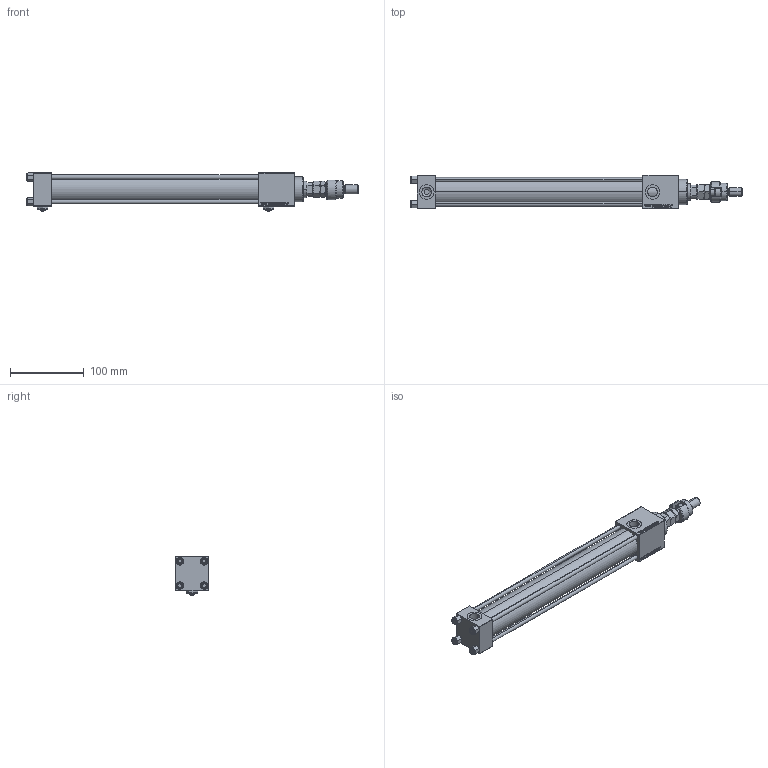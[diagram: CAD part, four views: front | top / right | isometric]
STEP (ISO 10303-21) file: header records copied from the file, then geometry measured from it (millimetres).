
FILE_DESCRIPTION (( 'STEP AP203' ), '1' );
FILE_NAME ('403a.STEP', '2022-04-14T11:49:34', ( '' ), ( '' ), 'SwSTEP 2.0', 'SolidWorks 2019', '' );
FILE_SCHEMA (( 'CONFIG_CONTROL_DESIGN' ));
Length unit declared in the file: millimetre
Products named in the file (10): V215CR_C_TYCINKA 31276d07907f9440a65365b1d88de623; FEMALE_PART_FOR_DFA 31276d07907f9440a65365b1d88de623; V215_VC_A 31276d07907f9440a65365b1d88de623; 403a; V215CR_VCP_C 31276d07907f9440a65365b1d88de623; MFA 31276d07907f9440a65365b1d88de623; DFA 31276d07907f9440a65365b1d88de623; V215CR_C_Body 31276d07907f9440a65365b1d88de623; NUT_M5_C 31276d07907f9440a65365b1d88de623; Zatka_pro_OIL_PORT 31276d07907f9440a65365b1d88de623
Assembly tree (16 placements, depth 3):
  403a
    V215CR_C_Body 31276d07907f9440a65365b1d88de623
    V215CR_VCP_C 31276d07907f9440a65365b1d88de623
    NUT_M5_C 31276d07907f9440a65365b1d88de623  x4
    V215CR_C_TYCINKA 31276d07907f9440a65365b1d88de623  x4
    V215_VC_A 31276d07907f9440a65365b1d88de623
    DFA 31276d07907f9440a65365b1d88de623
      FEMALE_PART_FOR_DFA 31276d07907f9440a65365b1d88de623
      MFA 31276d07907f9440a65365b1d88de623
    Zatka_pro_OIL_PORT 31276d07907f9440a65365b1d88de623  x2
Bounding box: 449 x 45 x 52 mm (x, y, z)
Volume: 415331.4 mm3; surface area: 164349.2 mm2
Topology: 15 solids, 15 shells, 1339 faces, 3300 edges, 2115 vertices
Faces by surface type: plane 602, bspline 392, cone 218, cylinder 115, torus 12
Entity records: 55167 total; most frequent: CARTESIAN_POINT 28458, ORIENTED_EDGE 5900, DIRECTION 3950, EDGE_CURVE 2950, VERTEX_POINT 1913, VECTOR 1702, LINE 1702, EDGE_LOOP 1315
